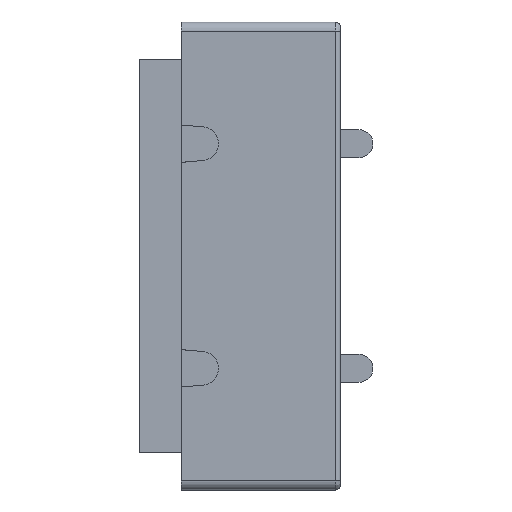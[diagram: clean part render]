
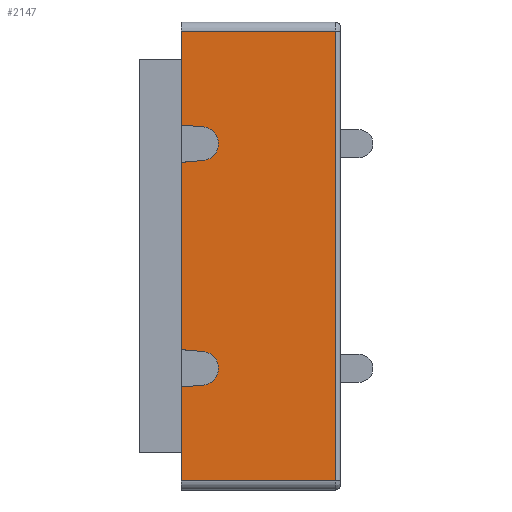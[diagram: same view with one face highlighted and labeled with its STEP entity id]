
A CAD part, front view. The second image highlights one B-rep face of the part: STEP entity #2147.
In plain terms, the highlighted face is planar.
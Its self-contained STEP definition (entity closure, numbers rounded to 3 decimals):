
#14 = VERTEX_POINT ( 'NONE', #3764 ) ;
#51 = CARTESIAN_POINT ( 'NONE',  ( 14., 0., 0. ) ) ;
#86 = LINE ( 'NONE', #2120, #1694 ) ;
#91 = ORIENTED_EDGE ( 'NONE', *, *, #3470, .T. ) ;
#98 = VERTEX_POINT ( 'NONE', #199 ) ;
#104 = DIRECTION ( 'NONE',  ( 0., -1., 0. ) ) ;
#163 = CIRCLE ( 'NONE', #846, 1.801 ) ;
#199 = CARTESIAN_POINT ( 'NONE',  ( -14., 0., 0. ) ) ;
#235 = ORIENTED_EDGE ( 'NONE', *, *, #2036, .T. ) ;
#238 = VERTEX_POINT ( 'NONE', #1465 ) ;
#282 = DIRECTION ( 'NONE',  ( 0.087, 0.996, 0. ) ) ;
#303 = DIRECTION ( 'NONE',  ( 0.087, 0.996, 0. ) ) ;
#330 = VECTOR ( 'NONE', #2083, 1000. ) ;
#412 = AXIS2_PLACEMENT_3D ( 'NONE', #3110, #2310, #1060 ) ;
#421 = EDGE_CURVE ( 'NONE', #2614, #14, #2612, .T. ) ;
#451 = VERTEX_POINT ( 'NONE', #51 ) ;
#461 = ORIENTED_EDGE ( 'NONE', *, *, #1991, .T. ) ;
#466 = DIRECTION ( 'NONE',  ( 0., 0., -1. ) ) ;
#528 = EDGE_CURVE ( 'NONE', #1327, #2856, #3028, .T. ) ;
#548 = VECTOR ( 'NONE', #303, 1000. ) ;
#550 = EDGE_CURVE ( 'NONE', #14, #1327, #86, .T. ) ;
#599 = VECTOR ( 'NONE', #3358, 1000. ) ;
#695 = DIRECTION ( 'NONE',  ( 0.087, -0.996, 0. ) ) ;
#834 = PLANE ( 'NONE',  #412 ) ;
#846 = AXIS2_PLACEMENT_3D ( 'NONE', #2447, #3081, #3669 ) ;
#848 = VECTOR ( 'NONE', #282, 1000. ) ;
#858 = ORIENTED_EDGE ( 'NONE', *, *, #528, .T. ) ;
#872 = LINE ( 'NONE', #2947, #848 ) ;
#1001 = CARTESIAN_POINT ( 'NONE',  ( -10.206, 2.356, 0. ) ) ;
#1040 = FACE_OUTER_BOUND ( 'NONE', #1107, .T. ) ;
#1060 = DIRECTION ( 'NONE',  ( 1., 0., 0. ) ) ;
#1064 = DIRECTION ( 'NONE',  ( 1., 0., 0. ) ) ;
#1107 = EDGE_LOOP ( 'NONE', ( #1662, #1360, #3646, #858, #461, #91, #2726, #1252, #1189, #1561, #2071, #235 ) ) ;
#1135 = CARTESIAN_POINT ( 'NONE',  ( 0., 0., 0. ) ) ;
#1189 = ORIENTED_EDGE ( 'NONE', *, *, #2741, .T. ) ;
#1252 = ORIENTED_EDGE ( 'NONE', *, *, #2368, .T. ) ;
#1264 = LINE ( 'NONE', #1001, #2959 ) ;
#1307 = CARTESIAN_POINT ( 'NONE',  ( 10.206, 2.356, 0. ) ) ;
#1327 = VERTEX_POINT ( 'NONE', #1710 ) ;
#1360 = ORIENTED_EDGE ( 'NONE', *, *, #421, .T. ) ;
#1375 = CARTESIAN_POINT ( 'NONE',  ( 13.794, 2.356, 0. ) ) ;
#1423 = CARTESIAN_POINT ( 'NONE',  ( -12., 2.199, 0. ) ) ;
#1465 = CARTESIAN_POINT ( 'NONE',  ( -10., 0., 0. ) ) ;
#1477 = CARTESIAN_POINT ( 'NONE',  ( 24., 0., 0. ) ) ;
#1534 = DIRECTION ( 'NONE',  ( 0.087, -0.996, 0. ) ) ;
#1561 = ORIENTED_EDGE ( 'NONE', *, *, #1927, .T. ) ;
#1570 = EDGE_CURVE ( 'NONE', #2005, #2994, #163, .T. ) ;
#1614 = LINE ( 'NONE', #1657, #3624 ) ;
#1657 = CARTESIAN_POINT ( 'NONE',  ( 0., 0., 0. ) ) ;
#1662 = ORIENTED_EDGE ( 'NONE', *, *, #2678, .T. ) ;
#1694 = VECTOR ( 'NONE', #3008, 1000. ) ;
#1710 = CARTESIAN_POINT ( 'NONE',  ( -24., 16.5, 0. ) ) ;
#1740 = CARTESIAN_POINT ( 'NONE',  ( -14., 0., 0. ) ) ;
#1779 = VECTOR ( 'NONE', #2633, 1000. ) ;
#1792 = EDGE_CURVE ( 'NONE', #2811, #3710, #3559, .T. ) ;
#1886 = CARTESIAN_POINT ( 'NONE',  ( -24., 8.25, 0. ) ) ;
#1913 = CARTESIAN_POINT ( 'NONE',  ( -13.794, 2.356, 0. ) ) ;
#1927 = EDGE_CURVE ( 'NONE', #2669, #2005, #872, .T. ) ;
#1991 = EDGE_CURVE ( 'NONE', #2856, #98, #2151, .T. ) ;
#2005 = VERTEX_POINT ( 'NONE', #1307 ) ;
#2036 = EDGE_CURVE ( 'NONE', #2994, #451, #2210, .T. ) ;
#2048 = CARTESIAN_POINT ( 'NONE',  ( 24., 8.25, 0. ) ) ;
#2071 = ORIENTED_EDGE ( 'NONE', *, *, #1570, .T. ) ;
#2083 = DIRECTION ( 'NONE',  ( 0., 1., 0. ) ) ;
#2120 = CARTESIAN_POINT ( 'NONE',  ( 0., 16.5, 0. ) ) ;
#2147 = ADVANCED_FACE ( 'NONE', ( #1040 ), #834, .T. ) ;
#2151 = LINE ( 'NONE', #3665, #599 ) ;
#2210 = LINE ( 'NONE', #3297, #2837 ) ;
#2310 = DIRECTION ( 'NONE',  ( 0., 0., 1. ) ) ;
#2368 = EDGE_CURVE ( 'NONE', #3710, #238, #1264, .T. ) ;
#2447 = CARTESIAN_POINT ( 'NONE',  ( 12., 2.199, 0. ) ) ;
#2612 = LINE ( 'NONE', #2048, #330 ) ;
#2614 = VERTEX_POINT ( 'NONE', #1477 ) ;
#2633 = DIRECTION ( 'NONE',  ( 1., 0., 0. ) ) ;
#2669 = VERTEX_POINT ( 'NONE', #3209 ) ;
#2678 = EDGE_CURVE ( 'NONE', #451, #2614, #3513, .T. ) ;
#2726 = ORIENTED_EDGE ( 'NONE', *, *, #1792, .T. ) ;
#2741 = EDGE_CURVE ( 'NONE', #238, #2669, #1614, .T. ) ;
#2811 = VERTEX_POINT ( 'NONE', #1913 ) ;
#2837 = VECTOR ( 'NONE', #695, 1000. ) ;
#2856 = VERTEX_POINT ( 'NONE', #3141 ) ;
#2878 = VECTOR ( 'NONE', #104, 1000. ) ;
#2946 = LINE ( 'NONE', #1740, #548 ) ;
#2947 = CARTESIAN_POINT ( 'NONE',  ( 10.103, 1.178, 0. ) ) ;
#2959 = VECTOR ( 'NONE', #1534, 1000. ) ;
#2994 = VERTEX_POINT ( 'NONE', #1375 ) ;
#3008 = DIRECTION ( 'NONE',  ( -1., 0., 0. ) ) ;
#3028 = LINE ( 'NONE', #1886, #2878 ) ;
#3081 = DIRECTION ( 'NONE',  ( 0., 0., -1. ) ) ;
#3110 = CARTESIAN_POINT ( 'NONE',  ( -24.96, -0.33, 0. ) ) ;
#3141 = CARTESIAN_POINT ( 'NONE',  ( -24., 0., 0. ) ) ;
#3209 = CARTESIAN_POINT ( 'NONE',  ( 10., 0., 0. ) ) ;
#3224 = CARTESIAN_POINT ( 'NONE',  ( -10.206, 2.356, 0. ) ) ;
#3249 = AXIS2_PLACEMENT_3D ( 'NONE', #1423, #466, #1064 ) ;
#3297 = CARTESIAN_POINT ( 'NONE',  ( 13.794, 2.356, 0. ) ) ;
#3358 = DIRECTION ( 'NONE',  ( 1., 0., 0. ) ) ;
#3470 = EDGE_CURVE ( 'NONE', #98, #2811, #2946, .T. ) ;
#3513 = LINE ( 'NONE', #1135, #1779 ) ;
#3559 = CIRCLE ( 'NONE', #3249, 1.801 ) ;
#3624 = VECTOR ( 'NONE', #3719, 1000. ) ;
#3646 = ORIENTED_EDGE ( 'NONE', *, *, #550, .T. ) ;
#3665 = CARTESIAN_POINT ( 'NONE',  ( 0., 0., 0. ) ) ;
#3669 = DIRECTION ( 'NONE',  ( 1., 0., 0. ) ) ;
#3710 = VERTEX_POINT ( 'NONE', #3224 ) ;
#3719 = DIRECTION ( 'NONE',  ( 1., 0., 0. ) ) ;
#3764 = CARTESIAN_POINT ( 'NONE',  ( 24., 16.5, 0. ) ) ;
